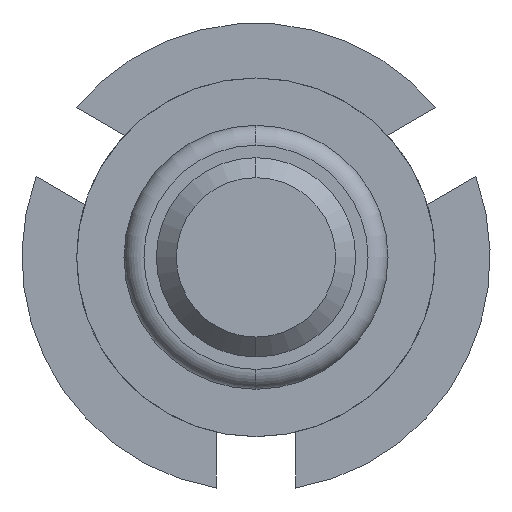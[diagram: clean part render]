
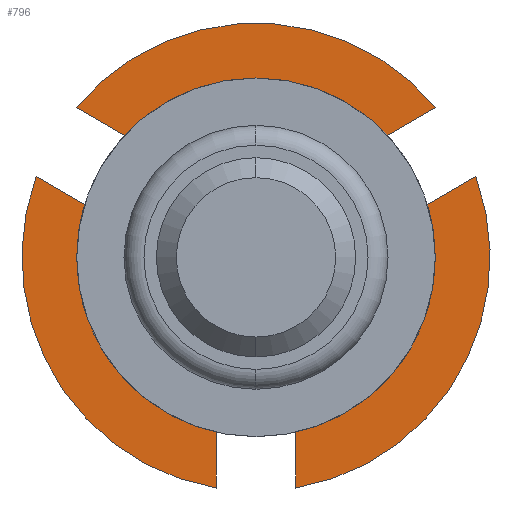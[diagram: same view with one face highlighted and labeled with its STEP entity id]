
A CAD part, front view. The second image highlights one B-rep face of the part: STEP entity #796.
In plain terms, the highlighted planar face has unit normal (0, -1, 0).
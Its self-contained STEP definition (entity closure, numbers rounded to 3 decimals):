
#10 = CARTESIAN_POINT ( 'NONE',  ( 0., 5.5, 0. ) ) ;
#19 = VERTEX_POINT ( 'NONE', #3724 ) ;
#48 = VECTOR ( 'NONE', #2139, 1000. ) ;
#69 = ORIENTED_EDGE ( 'NONE', *, *, #3647, .F. ) ;
#75 = CARTESIAN_POINT ( 'NONE',  ( 0.2, 5.5, -0.346 ) ) ;
#80 = ORIENTED_EDGE ( 'NONE', *, *, #2547, .F. ) ;
#181 = LINE ( 'NONE', #3503, #4067 ) ;
#187 = DIRECTION ( 'NONE',  ( -0.866, 0., 0.5 ) ) ;
#283 = EDGE_CURVE ( 'Defeature ausgef�hrt3_29+Defeature ausgef�hrt3_26+Defeature ausgef�hrt3_30+Defeature ausgef�hrt3_28', #1629, #19, #3628, .T. ) ;
#287 = DIRECTION ( 'NONE',  ( -1., 0., 0. ) ) ;
#327 = VERTEX_POINT ( 'NONE', #2639 ) ;
#338 = DIRECTION ( 'NONE',  ( 0.866, 0., -0.5 ) ) ;
#389 = CARTESIAN_POINT ( 'NONE',  ( -2.205, 5.5, 0.811 ) ) ;
#500 = DIRECTION ( 'NONE',  ( 0.5, 0., 0.866 ) ) ;
#509 = CARTESIAN_POINT ( 'NONE',  ( 0., 5.5, -1.075 ) ) ;
#554 = CARTESIAN_POINT ( 'NONE',  ( 1.655, 5.5, 0. ) ) ;
#590 = VERTEX_POINT ( 'NONE', #1762 ) ;
#681 = EDGE_CURVE ( 'Defeature ausgef�hrt3_40+Defeature ausgef�hrt3_26+Defeature ausgef�hrt3_38+Defeature ausgef�hrt3_39', #2218, #2294, #4231, .T. ) ;
#770 = ORIENTED_EDGE ( 'NONE', *, *, #4156, .F. ) ;
#796 = ADVANCED_FACE ( 'Defeature ausgef�hrt3_26', ( #2317, #3639 ), #1628, .T. ) ;
#852 = EDGE_CURVE ( 'Defeature ausgef�hrt3_30+Defeature ausgef�hrt3_26+Defeature ausgef�hrt3_27+Defeature ausgef�hrt3_29', #2041, #1629, #2296, .T. ) ;
#896 = CARTESIAN_POINT ( 'NONE',  ( -0.2, 5.5, -0.346 ) ) ;
#900 = VECTOR ( 'NONE', #1074, 1000. ) ;
#912 = VERTEX_POINT ( 'NONE', #3799 ) ;
#951 = DIRECTION ( 'NONE',  ( 0.5, 0., -0.866 ) ) ;
#1000 = DIRECTION ( 'NONE',  ( 0., 0., -1. ) ) ;
#1074 = DIRECTION ( 'NONE',  ( 0., 0., 1. ) ) ;
#1080 = VERTEX_POINT ( 'NONE', #3207 ) ;
#1109 = VECTOR ( 'NONE', #500, 1000. ) ;
#1116 = AXIS2_PLACEMENT_3D ( 'NONE', #3801, #2051, #3462 ) ;
#1172 = LINE ( 'NONE', #1922, #2543 ) ;
#1237 = DIRECTION ( 'NONE',  ( 0., 0., -1. ) ) ;
#1260 = EDGE_CURVE ( 'Defeature ausgef�hrt3_28+Defeature ausgef�hrt3_26+Defeature ausgef�hrt3_29+Defeature ausgef�hrt3_27', #19, #327, #3976, .T. ) ;
#1264 = ORIENTED_EDGE ( 'NONE', *, *, #1260, .F. ) ;
#1332 = ORIENTED_EDGE ( 'NONE', *, *, #681, .F. ) ;
#1343 = EDGE_CURVE ( 'Defeature ausgef�hrt3_37+Defeature ausgef�hrt3_26+Defeature ausgef�hrt3_19+Defeature ausgef�hrt3_36', #912, #590, #4111, .T. ) ;
#1427 = ORIENTED_EDGE ( 'NONE', *, *, #4175, .F. ) ;
#1516 = ORIENTED_EDGE ( 'NONE', *, *, #283, .F. ) ;
#1527 = CARTESIAN_POINT ( 'NONE',  ( 0., 5.5, 0. ) ) ;
#1628 = PLANE ( 'NONE',  #3903 ) ;
#1629 = VERTEX_POINT ( 'NONE', #509 ) ;
#1762 = CARTESIAN_POINT ( 'NONE',  ( 0.4, 5.5, -1.6 ) ) ;
#1797 = CARTESIAN_POINT ( 'NONE',  ( -0.4, 5.5, -1.6 ) ) ;
#1837 = VERTEX_POINT ( 'NONE', #2827 ) ;
#1874 = EDGE_CURVE ( 'Defeature ausgef�hrt3_27+Defeature ausgef�hrt3_26+Defeature ausgef�hrt3_28+Defeature ausgef�hrt3_30', #327, #2041, #1172, .T. ) ;
#1910 = CIRCLE ( 'NONE', #1116, 2.35 ) ;
#1922 = CARTESIAN_POINT ( 'NONE',  ( -1.655, 5.5, 0. ) ) ;
#1927 = EDGE_CURVE ( 'Defeature ausgef�hrt3_36+Defeature ausgef�hrt3_26+Defeature ausgef�hrt3_37+Defeature ausgef�hrt3_35', #590, #4384, #2010, .T. ) ;
#1929 = ORIENTED_EDGE ( 'NONE', *, *, #3317, .F. ) ;
#1940 = VERTEX_POINT ( 'NONE', #2319 ) ;
#1944 = ORIENTED_EDGE ( 'NONE', *, *, #852, .F. ) ;
#1996 = AXIS2_PLACEMENT_3D ( 'NONE', #10, #3046, #3815 ) ;
#2002 = ORIENTED_EDGE ( 'NONE', *, *, #2060, .F. ) ;
#2010 = LINE ( 'NONE', #4367, #2618 ) ;
#2024 = ORIENTED_EDGE ( 'NONE', *, *, #2090, .F. ) ;
#2041 = VERTEX_POINT ( 'NONE', #2631 ) ;
#2042 = VECTOR ( 'NONE', #3328, 1000. ) ;
#2051 = DIRECTION ( 'NONE',  ( 0., 1., 0. ) ) ;
#2060 = EDGE_CURVE ( 'Defeature ausgef�hrt3_42+Defeature ausgef�hrt3_26+Defeature ausgef�hrt3_43+Defeature ausgef�hrt3_41', #3825, #1837, #2674, .T. ) ;
#2090 = EDGE_CURVE ( 'Defeature ausgef�hrt3_34+Defeature ausgef�hrt3_26+Defeature ausgef�hrt3_39+Defeature ausgef�hrt3_43', #3229, #4308, #1910, .T. ) ;
#2091 = VERTEX_POINT ( 'NONE', #389 ) ;
#2120 = VECTOR ( 'NONE', #4004, 1000. ) ;
#2139 = DIRECTION ( 'NONE',  ( 0.866, 0., 0.5 ) ) ;
#2144 = CARTESIAN_POINT ( 'NONE',  ( -1.386, 5.5, 0.8 ) ) ;
#2218 = VERTEX_POINT ( 'NONE', #2493 ) ;
#2222 = DIRECTION ( 'NONE',  ( -0.866, 0., -0.5 ) ) ;
#2245 = LINE ( 'NONE', #896, #3051 ) ;
#2251 = EDGE_CURVE ( 'Defeature ausgef�hrt3_39+Defeature ausgef�hrt3_26+Defeature ausgef�hrt3_40+Defeature ausgef�hrt3_34', #2294, #3229, #2887, .T. ) ;
#2276 = EDGE_LOOP ( 'NONE', ( #1264, #1516, #1944, #4084 ) ) ;
#2288 = CARTESIAN_POINT ( 'NONE',  ( 1.186, 5.5, 1.146 ) ) ;
#2294 = VERTEX_POINT ( 'NONE', #4069 ) ;
#2296 = LINE ( 'NONE', #4323, #2042 ) ;
#2301 = ORIENTED_EDGE ( 'NONE', *, *, #2251, .F. ) ;
#2317 = FACE_OUTER_BOUND ( 'NONE', #2504, .T. ) ;
#2319 = CARTESIAN_POINT ( 'NONE',  ( 2.205, 5.5, 0.811 ) ) ;
#2350 = VECTOR ( 'NONE', #1000, 1000. ) ;
#2426 = LINE ( 'NONE', #75, #48 ) ;
#2493 = CARTESIAN_POINT ( 'NONE',  ( -1.586, 5.5, 0.454 ) ) ;
#2504 = EDGE_LOOP ( 'NONE', ( #4402, #2002, #80, #2024, #2301, #1332, #1427, #770, #1929, #2765, #3292, #69 ) ) ;
#2543 = VECTOR ( 'NONE', #3530, 1000. ) ;
#2547 = EDGE_CURVE ( 'Defeature ausgef�hrt3_43+Defeature ausgef�hrt3_26+Defeature ausgef�hrt3_34+Defeature ausgef�hrt3_42', #4308, #3825, #181, .T. ) ;
#2618 = VECTOR ( 'NONE', #287, 1000. ) ;
#2631 = CARTESIAN_POINT ( 'NONE',  ( -1.655, 5.5, 0. ) ) ;
#2639 = CARTESIAN_POINT ( 'NONE',  ( 0., 5.5, 1.075 ) ) ;
#2674 = LINE ( 'NONE', #3330, #3839 ) ;
#2765 = ORIENTED_EDGE ( 'NONE', *, *, #1927, .F. ) ;
#2827 = CARTESIAN_POINT ( 'NONE',  ( 1.586, 5.5, 0.454 ) ) ;
#2887 = LINE ( 'NONE', #3254, #3915 ) ;
#2929 = DIRECTION ( 'NONE',  ( 0., 0., -1. ) ) ;
#2931 = CARTESIAN_POINT ( 'NONE',  ( 0., 5.5, 1.075 ) ) ;
#2980 = DIRECTION ( 'NONE',  ( 0., -1., 0. ) ) ;
#3046 = DIRECTION ( 'NONE',  ( 0., 1., 0. ) ) ;
#3051 = VECTOR ( 'NONE', #338, 1000. ) ;
#3207 = CARTESIAN_POINT ( 'NONE',  ( -0.4, 5.5, -2.316 ) ) ;
#3229 = VERTEX_POINT ( 'NONE', #4105 ) ;
#3254 = CARTESIAN_POINT ( 'NONE',  ( 0.2, 5.5, 0.346 ) ) ;
#3287 = CARTESIAN_POINT ( 'NONE',  ( 0., 5.5, 0. ) ) ;
#3292 = ORIENTED_EDGE ( 'NONE', *, *, #1343, .F. ) ;
#3317 = EDGE_CURVE ( 'Defeature ausgef�hrt3_35+Defeature ausgef�hrt3_26+Defeature ausgef�hrt3_36+Defeature ausgef�hrt3_20', #4384, #1080, #4149, .T. ) ;
#3328 = DIRECTION ( 'NONE',  ( 0.839, 0., -0.545 ) ) ;
#3330 = CARTESIAN_POINT ( 'NONE',  ( 1.386, 5.5, 0.8 ) ) ;
#3462 = DIRECTION ( 'NONE',  ( 0., 0., -1. ) ) ;
#3503 = CARTESIAN_POINT ( 'NONE',  ( -0.2, 5.5, 0.346 ) ) ;
#3530 = DIRECTION ( 'NONE',  ( -0.839, 0., -0.545 ) ) ;
#3610 = VECTOR ( 'NONE', #4353, 1000. ) ;
#3619 = EDGE_CURVE ( 'Defeature ausgef�hrt3_41+Defeature ausgef�hrt3_26+Defeature ausgef�hrt3_42+Defeature ausgef�hrt3_19', #1837, #1940, #2426, .T. ) ;
#3628 = LINE ( 'NONE', #554, #3610 ) ;
#3639 = FACE_BOUND ( 'NONE', #2276, .T. ) ;
#3647 = EDGE_CURVE ( 'Defeature ausgef�hrt3_19+Defeature ausgef�hrt3_26+Defeature ausgef�hrt3_41+Defeature ausgef�hrt3_37', #1940, #912, #4062, .T. ) ;
#3723 = CARTESIAN_POINT ( 'NONE',  ( 1.805, 5.5, 1.504 ) ) ;
#3724 = CARTESIAN_POINT ( 'NONE',  ( 1.655, 5.5, 0. ) ) ;
#3773 = AXIS2_PLACEMENT_3D ( 'NONE', #1527, #4271, #2929 ) ;
#3795 = CARTESIAN_POINT ( 'NONE',  ( 0.4, 5.5, 0. ) ) ;
#3799 = CARTESIAN_POINT ( 'NONE',  ( 0.4, 5.5, -2.316 ) ) ;
#3801 = CARTESIAN_POINT ( 'NONE',  ( 0., 5.5, 0. ) ) ;
#3815 = DIRECTION ( 'NONE',  ( 0., 0., -1. ) ) ;
#3825 = VERTEX_POINT ( 'NONE', #2288 ) ;
#3839 = VECTOR ( 'NONE', #951, 1000. ) ;
#3903 = AXIS2_PLACEMENT_3D ( 'NONE', #3287, #2980, #1237 ) ;
#3915 = VECTOR ( 'NONE', #187, 1000. ) ;
#3916 = CIRCLE ( 'NONE', #3773, 2.35 ) ;
#3976 = LINE ( 'NONE', #2931, #2120 ) ;
#4004 = DIRECTION ( 'NONE',  ( -0.839, 0., 0.545 ) ) ;
#4062 = CIRCLE ( 'NONE', #1996, 2.35 ) ;
#4067 = VECTOR ( 'NONE', #2222, 1000. ) ;
#4069 = CARTESIAN_POINT ( 'NONE',  ( -1.186, 5.5, 1.146 ) ) ;
#4083 = CARTESIAN_POINT ( 'NONE',  ( -0.4, 5.5, 0. ) ) ;
#4084 = ORIENTED_EDGE ( 'NONE', *, *, #1874, .F. ) ;
#4105 = CARTESIAN_POINT ( 'NONE',  ( -1.805, 5.5, 1.504 ) ) ;
#4111 = LINE ( 'NONE', #3795, #900 ) ;
#4149 = LINE ( 'NONE', #4083, #2350 ) ;
#4156 = EDGE_CURVE ( 'Defeature ausgef�hrt3_20+Defeature ausgef�hrt3_26+Defeature ausgef�hrt3_35+Defeature ausgef�hrt3_38', #1080, #2091, #3916, .T. ) ;
#4175 = EDGE_CURVE ( 'Defeature ausgef�hrt3_38+Defeature ausgef�hrt3_26+Defeature ausgef�hrt3_20+Defeature ausgef�hrt3_40', #2091, #2218, #2245, .T. ) ;
#4231 = LINE ( 'NONE', #2144, #1109 ) ;
#4271 = DIRECTION ( 'NONE',  ( 0., 1., 0. ) ) ;
#4308 = VERTEX_POINT ( 'NONE', #3723 ) ;
#4323 = CARTESIAN_POINT ( 'NONE',  ( 0., 5.5, -1.075 ) ) ;
#4353 = DIRECTION ( 'NONE',  ( 0.839, 0., 0.545 ) ) ;
#4367 = CARTESIAN_POINT ( 'NONE',  ( 0., 5.5, -1.6 ) ) ;
#4384 = VERTEX_POINT ( 'NONE', #1797 ) ;
#4402 = ORIENTED_EDGE ( 'NONE', *, *, #3619, .F. ) ;
